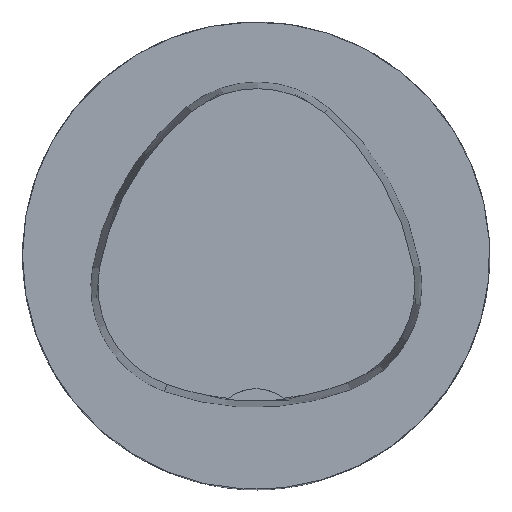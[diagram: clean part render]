
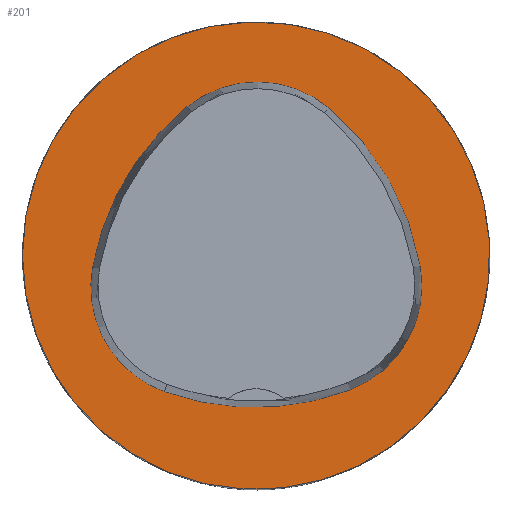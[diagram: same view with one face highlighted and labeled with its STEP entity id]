
A CAD part, top view. The second image highlights one B-rep face of the part: STEP entity #201.
In plain terms, the highlighted planar face has unit normal (0, 0, 1).
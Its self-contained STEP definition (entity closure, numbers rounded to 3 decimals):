
#117=FACE_BOUND('',#335,.T.);
#118=FACE_BOUND('',#336,.T.);
#145=PLANE('',#1269);
#201=ADVANCED_FACE('',(#117,#118),#145,.T.);
#335=EDGE_LOOP('',(#668,#669,#670,#671,#672,#673));
#336=EDGE_LOOP('',(#674));
#414=CIRCLE('',#1211,31.5);
#421=CIRCLE('',#1247,36.);
#423=CIRCLE('',#1250,15.);
#425=CIRCLE('',#1253,36.);
#427=CIRCLE('',#1256,15.);
#431=CIRCLE('',#1261,36.);
#433=CIRCLE('',#1264,15.);
#668=ORIENTED_EDGE('',*,*,#961,.T.);
#669=ORIENTED_EDGE('',*,*,#941,.T.);
#670=ORIENTED_EDGE('',*,*,#945,.T.);
#671=ORIENTED_EDGE('',*,*,#948,.T.);
#672=ORIENTED_EDGE('',*,*,#951,.T.);
#673=ORIENTED_EDGE('',*,*,#959,.T.);
#674=ORIENTED_EDGE('',*,*,#908,.F.);
#801=VERTEX_POINT('',#1884);
#812=VERTEX_POINT('',#2053);
#813=VERTEX_POINT('',#2054);
#816=VERTEX_POINT('',#2062);
#818=VERTEX_POINT('',#2068);
#820=VERTEX_POINT('',#2074);
#827=VERTEX_POINT('',#2095);
#908=EDGE_CURVE('',#801,#801,#414,.T.);
#941=EDGE_CURVE('',#812,#813,#421,.T.);
#945=EDGE_CURVE('',#813,#816,#423,.T.);
#948=EDGE_CURVE('',#816,#818,#425,.T.);
#951=EDGE_CURVE('',#818,#820,#427,.T.);
#959=EDGE_CURVE('',#820,#827,#431,.T.);
#961=EDGE_CURVE('',#827,#812,#433,.T.);
#1211=AXIS2_PLACEMENT_3D('',#1883,#1407,#1408);
#1247=AXIS2_PLACEMENT_3D('',#2052,#1493,#1494);
#1250=AXIS2_PLACEMENT_3D('',#2061,#1501,#1502);
#1253=AXIS2_PLACEMENT_3D('',#2067,#1508,#1509);
#1256=AXIS2_PLACEMENT_3D('',#2073,#1515,#1516);
#1261=AXIS2_PLACEMENT_3D('',#2096,#1527,#1528);
#1264=AXIS2_PLACEMENT_3D('',#2099,#1533,#1534);
#1269=AXIS2_PLACEMENT_3D('',#2104,#1543,#1544);
#1407=DIRECTION('',(0.,0.,-1.));
#1408=DIRECTION('',(-1.,0.,0.));
#1493=DIRECTION('',(0.,0.,-1.));
#1494=DIRECTION('',(-1.,0.,0.));
#1501=DIRECTION('',(0.,0.,-1.));
#1502=DIRECTION('',(-1.,0.,0.));
#1508=DIRECTION('',(0.,0.,-1.));
#1509=DIRECTION('',(-1.,0.,0.));
#1515=DIRECTION('',(0.,0.,-1.));
#1516=DIRECTION('',(-1.,0.,0.));
#1527=DIRECTION('',(0.,0.,-1.));
#1528=DIRECTION('',(-1.,0.,0.));
#1533=DIRECTION('',(0.,0.,-1.));
#1534=DIRECTION('',(-1.,0.,0.));
#1543=DIRECTION('',(0.,0.,1.));
#1544=DIRECTION('',(1.,0.,0.));
#1883=CARTESIAN_POINT('',(0.,0.,0.));
#1884=CARTESIAN_POINT('',(-31.5,0.,0.));
#2052=CARTESIAN_POINT('',(13.398,-7.893,0.));
#2053=CARTESIAN_POINT('',(-22.041,-1.562,0.));
#2054=CARTESIAN_POINT('',(-9.317,20.036,0.));
#2061=CARTESIAN_POINT('',(0.148,8.399,0.));
#2062=CARTESIAN_POINT('',(9.779,19.898,0.));
#2067=CARTESIAN_POINT('',(-13.337,-7.7,0.));
#2068=CARTESIAN_POINT('',(22.122,-1.48,0.));
#2073=CARTESIAN_POINT('',(7.347,-4.071,0.));
#2074=CARTESIAN_POINT('',(12.693,-18.087,0.));
#2095=CARTESIAN_POINT('',(-12.373,-18.307,0.));
#2096=CARTESIAN_POINT('',(-0.137,15.55,0.));
#2099=CARTESIAN_POINT('',(-7.275,-4.2,0.));
#2104=CARTESIAN_POINT('',(0.,0.,0.));
